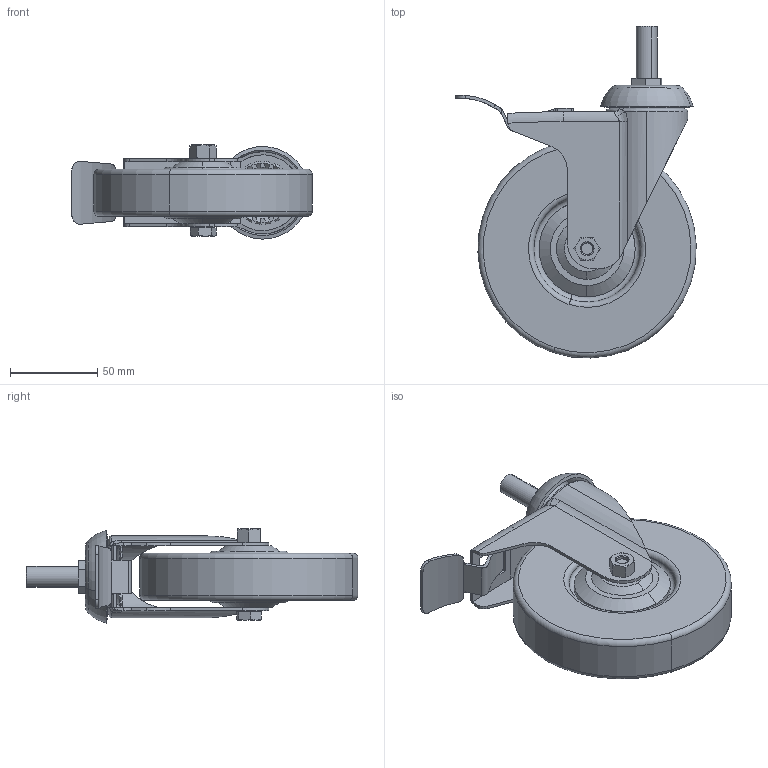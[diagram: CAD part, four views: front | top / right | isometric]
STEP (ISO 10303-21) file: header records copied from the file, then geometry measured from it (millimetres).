
FILE_DESCRIPTION (( 'STEP AP214' ), '1' );
FILE_NAME ('A324 Êîëåñî ñ òîðìîçîì O125 Ì12õ30.STEP', '2021-07-15T11:24:09', ( 'Windows User' ), ( '' ), 'SwSTEP 2.0', 'SolidWorks 2021', '' );
FILE_SCHEMA (( 'AUTOMOTIVE_DESIGN' ));
Length unit declared in the file: millimetre
Products named in the file (10): 鍔錓_00; 扻錼勷_00; A324 Êîëåñî ñ òîðìîçîì O125 Ì12õ30; 秬謽鍡_00; ﾇ瓊頸濱00; 昢膼瘔膻嬅00; Êðûøêà_00; 瓔螵00; hex nut gradec_din_Hexagon Nut ISO 4034 - M8 - N; hex bolt gradeab_din_DIN EN 24014 - M8 x 45 x 22-N
Assembly tree (10 placements, depth 2):
  A324 Êîëåñî ñ òîðìîçîì O125 Ì12õ30
    昢膼瘔膻嬅00
    鍔錓_00
    瓔螵00
    Êðûøêà_00
    秬謽鍡_00
    扻錼勷_00
    ﾇ瓊頸濱00  x2
    hex bolt gradeab_din_DIN EN 24014 - M8 x 45 x 22-N
    hex nut gradec_din_Hexagon Nut ISO 4034 - M8 - N
Bounding box: 137.6 x 189.96 x 53.9 mm (x, y, z)
Volume: 352341.5 mm3; surface area: 94993.4 mm2
Topology: 10 solids, 10 shells, 340 faces, 844 edges, 535 vertices
Faces by surface type: plane 156, cylinder 76, cone 65, torus 34, bspline 9
Entity records: 11421 total; most frequent: CARTESIAN_POINT 3399, ORIENTED_EDGE 1612, DIRECTION 1538, EDGE_CURVE 806, AXIS2_PLACEMENT_3D 632, VERTEX_POINT 511, EDGE_LOOP 347, FACE_OUTER_BOUND 321
